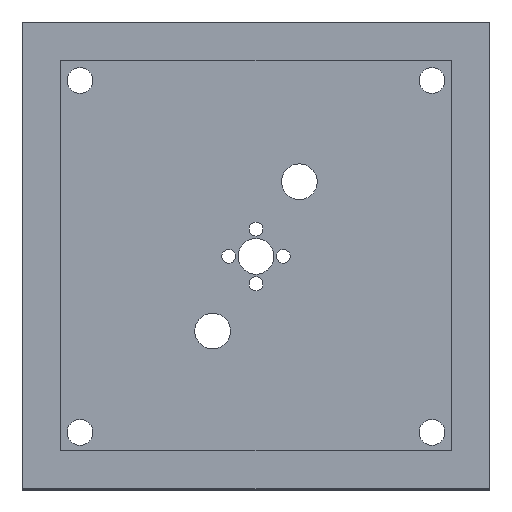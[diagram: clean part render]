
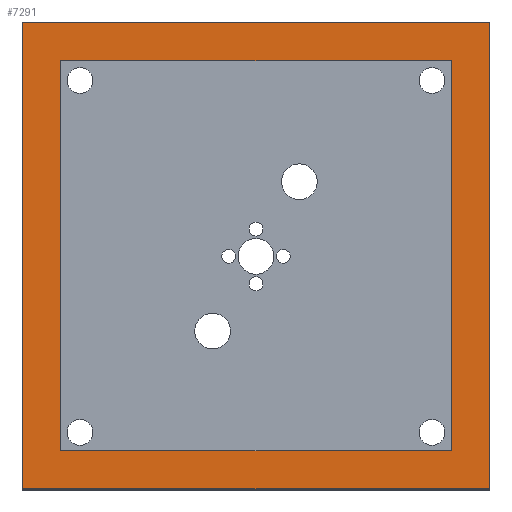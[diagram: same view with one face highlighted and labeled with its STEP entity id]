
A CAD part, top view. The second image highlights one B-rep face of the part: STEP entity #7291.
In plain terms, the highlighted planar face has unit normal (0, 0, 1).
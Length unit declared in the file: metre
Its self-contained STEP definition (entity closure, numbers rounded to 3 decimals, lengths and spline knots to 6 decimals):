
#155 = CARTESIAN_POINT ( 'NONE',  ( 1.195, 0., 1.195 ) ) ;
#276 = ORIENTED_EDGE ( 'NONE', *, *, #6402, .F. ) ;
#287 = VERTEX_POINT ( 'NONE', #805 ) ;
#805 = CARTESIAN_POINT ( 'NONE',  ( -1.195, 0., 1.195 ) ) ;
#1170 = VECTOR ( 'NONE', #1583, 1. ) ;
#1555 = VECTOR ( 'NONE', #8950, 1. ) ;
#1583 = DIRECTION ( 'NONE',  ( 0., -1., 0. ) ) ;
#1601 = DIRECTION ( 'NONE',  ( 1., 0., 0. ) ) ;
#1801 = LINE ( 'NONE', #11001, #1555 ) ;
#2218 = EDGE_LOOP ( 'NONE', ( #12276, #11491, #8918, #6494 ) ) ;
#2854 = CARTESIAN_POINT ( 'NONE',  ( -0.997835, 2.193, 1.195 ) ) ;
#3042 = VERTEX_POINT ( 'NONE', #12804 ) ;
#3174 = VERTEX_POINT ( 'NONE', #11025 ) ;
#3416 = CARTESIAN_POINT ( 'NONE',  ( 0.997835, 0.197, 1.195 ) ) ;
#3426 = VERTEX_POINT ( 'NONE', #7247 ) ;
#3439 = CARTESIAN_POINT ( 'NONE',  ( 0.997835, 2.193, 1.195 ) ) ;
#3823 = LINE ( 'NONE', #9810, #12250 ) ;
#3856 = VERTEX_POINT ( 'NONE', #11397 ) ;
#4082 = DIRECTION ( 'NONE',  ( -1., 0., 0. ) ) ;
#4140 = FACE_OUTER_BOUND ( 'NONE', #2218, .T. ) ;
#4271 = PLANE ( 'NONE',  #5827 ) ;
#5087 = FACE_BOUND ( 'NONE', #12042, .T. ) ;
#5307 = VERTEX_POINT ( 'NONE', #6118 ) ;
#5497 = LINE ( 'NONE', #3439, #11396 ) ;
#5511 = LINE ( 'NONE', #6655, #1170 ) ;
#5638 = ORIENTED_EDGE ( 'NONE', *, *, #9869, .F. ) ;
#5703 = LINE ( 'NONE', #12759, #8921 ) ;
#5827 = AXIS2_PLACEMENT_3D ( 'NONE', #6204, #10272, #4082 ) ;
#6118 = CARTESIAN_POINT ( 'NONE',  ( 1.195, 2.39, 1.195 ) ) ;
#6204 = CARTESIAN_POINT ( 'NONE',  ( -1.195, 2.39, 1.195 ) ) ;
#6402 = EDGE_CURVE ( 'NONE', #3856, #3426, #1801, .T. ) ;
#6494 = ORIENTED_EDGE ( 'NONE', *, *, #11940, .T. ) ;
#6651 = DIRECTION ( 'NONE',  ( 0., -1., 0. ) ) ;
#6655 = CARTESIAN_POINT ( 'NONE',  ( 1.195, 2.39, 1.195 ) ) ;
#6923 = DIRECTION ( 'NONE',  ( 0., -1., 0. ) ) ;
#7247 = CARTESIAN_POINT ( 'NONE',  ( -0.997835, 2.193, 1.195 ) ) ;
#7291 = ADVANCED_FACE ( 'NONE', ( #4140, #5087 ), #4271, .F. ) ;
#7583 = DIRECTION ( 'NONE',  ( 0., 1., 0. ) ) ;
#7621 = EDGE_CURVE ( 'NONE', #3042, #12829, #7892, .T. ) ;
#7892 = LINE ( 'NONE', #9194, #9253 ) ;
#8891 = VERTEX_POINT ( 'NONE', #155 ) ;
#8918 = ORIENTED_EDGE ( 'NONE', *, *, #9092, .F. ) ;
#8921 = VECTOR ( 'NONE', #6651, 1. ) ;
#8950 = DIRECTION ( 'NONE',  ( -1., 0., 0. ) ) ;
#9092 = EDGE_CURVE ( 'NONE', #3174, #5307, #3823, .T. ) ;
#9194 = CARTESIAN_POINT ( 'NONE',  ( -0.997835, 0.197, 1.195 ) ) ;
#9253 = VECTOR ( 'NONE', #1601, 1. ) ;
#9482 = EDGE_CURVE ( 'NONE', #5307, #8891, #5511, .T. ) ;
#9639 = EDGE_CURVE ( 'NONE', #3426, #3042, #10981, .T. ) ;
#9735 = ORIENTED_EDGE ( 'NONE', *, *, #7621, .F. ) ;
#9810 = CARTESIAN_POINT ( 'NONE',  ( -1.195, 2.39, 1.195 ) ) ;
#9869 = EDGE_CURVE ( 'NONE', #12829, #3856, #5497, .T. ) ;
#10214 = VECTOR ( 'NONE', #13083, 1. ) ;
#10272 = DIRECTION ( 'NONE',  ( 0., 0., -1. ) ) ;
#10542 = VECTOR ( 'NONE', #6923, 1. ) ;
#10981 = LINE ( 'NONE', #2854, #10542 ) ;
#11001 = CARTESIAN_POINT ( 'NONE',  ( -0.997835, 2.193, 1.195 ) ) ;
#11025 = CARTESIAN_POINT ( 'NONE',  ( -1.195, 2.39, 1.195 ) ) ;
#11047 = CARTESIAN_POINT ( 'NONE',  ( -1.195, 0., 1.195 ) ) ;
#11396 = VECTOR ( 'NONE', #7583, 1. ) ;
#11397 = CARTESIAN_POINT ( 'NONE',  ( 0.997835, 2.193, 1.195 ) ) ;
#11491 = ORIENTED_EDGE ( 'NONE', *, *, #9482, .F. ) ;
#11905 = ORIENTED_EDGE ( 'NONE', *, *, #9639, .F. ) ;
#11940 = EDGE_CURVE ( 'NONE', #3174, #287, #5703, .T. ) ;
#12042 = EDGE_LOOP ( 'NONE', ( #5638, #9735, #11905, #276 ) ) ;
#12250 = VECTOR ( 'NONE', #13109, 1. ) ;
#12276 = ORIENTED_EDGE ( 'NONE', *, *, #12625, .T. ) ;
#12625 = EDGE_CURVE ( 'NONE', #287, #8891, #12767, .T. ) ;
#12759 = CARTESIAN_POINT ( 'NONE',  ( -1.195, 2.39, 1.195 ) ) ;
#12767 = LINE ( 'NONE', #11047, #10214 ) ;
#12804 = CARTESIAN_POINT ( 'NONE',  ( -0.997835, 0.197, 1.195 ) ) ;
#12829 = VERTEX_POINT ( 'NONE', #3416 ) ;
#13083 = DIRECTION ( 'NONE',  ( 1., 0., 0. ) ) ;
#13109 = DIRECTION ( 'NONE',  ( 1., 0., 0. ) ) ;
